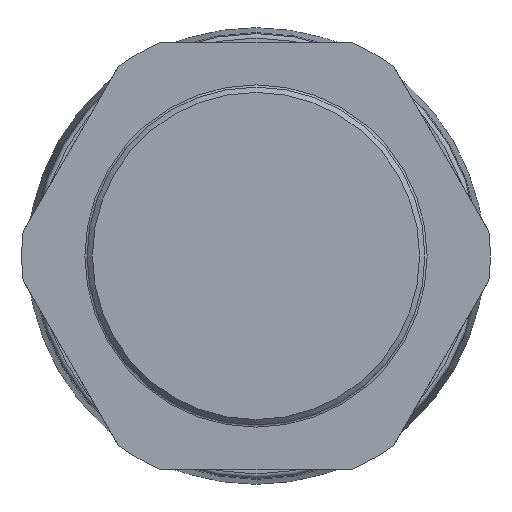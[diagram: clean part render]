
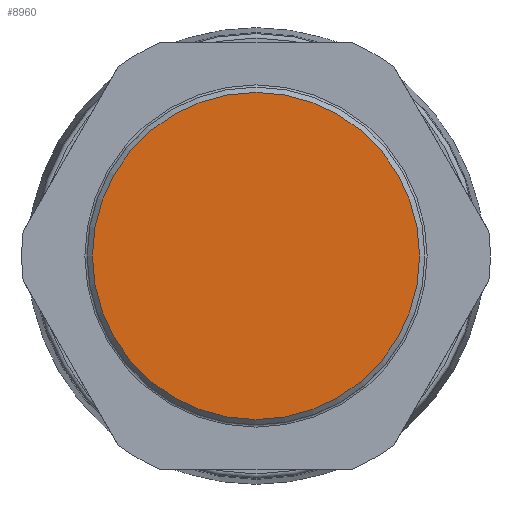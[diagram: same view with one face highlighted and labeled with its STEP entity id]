
A CAD part, left-side view. The second image highlights one B-rep face of the part: STEP entity #8960.
In plain terms, the highlighted planar face has unit normal (-1, 0, 0).
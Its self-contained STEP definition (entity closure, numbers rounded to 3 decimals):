
#1681=FACE_OUTER_BOUND('',#2236,.T.);
#2236=EDGE_LOOP('',(#5682));
#2935=CIRCLE('',#9545,36.33);
#3463=VERTEX_POINT('',#13388);
#4374=EDGE_CURVE('',#3463,#3463,#2935,.T.);
#5682=ORIENTED_EDGE('',*,*,#4374,.F.);
#8298=PLANE('',#9544);
#8960=ADVANCED_FACE('',(#1681),#8298,.T.);
#9544=AXIS2_PLACEMENT_3D('',#13387,#10726,#10727);
#9545=AXIS2_PLACEMENT_3D('',#13389,#10728,#10729);
#10726=DIRECTION('center_axis',(-1.,0.,0.));
#10727=DIRECTION('ref_axis',(0.,0.,
-1.));
#10728=DIRECTION('center_axis',(1.,0.,0.));
#10729=DIRECTION('ref_axis',(0.,0.,
1.));
#13387=CARTESIAN_POINT('Origin',(-25.25,-36.33,0.));
#13388=CARTESIAN_POINT('',(-25.25,-36.33,0.));
#13389=CARTESIAN_POINT('Origin',(-25.25,0.,0.));
